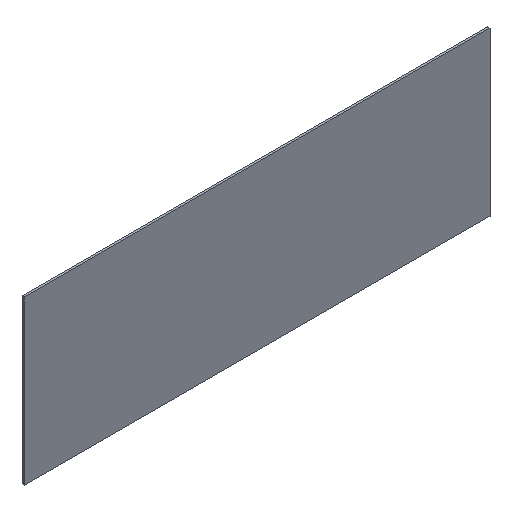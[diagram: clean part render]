
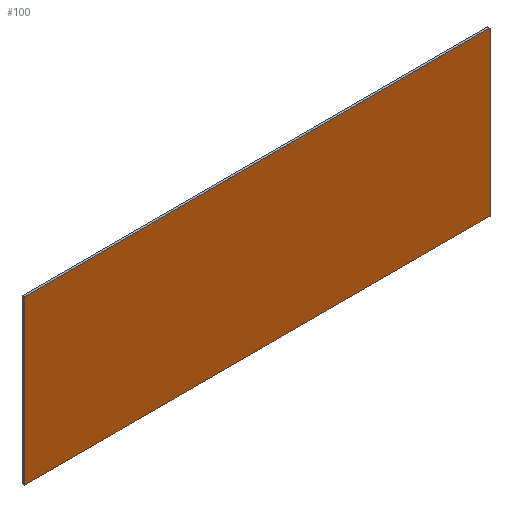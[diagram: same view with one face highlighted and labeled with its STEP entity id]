
A CAD part, isometric view. The second image highlights one B-rep face of the part: STEP entity #100.
In plain terms, the highlighted planar face has unit normal (0, -1, 0).
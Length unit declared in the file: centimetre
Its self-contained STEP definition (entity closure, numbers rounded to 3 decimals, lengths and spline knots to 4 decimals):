
#14=FACE_OUTER_BOUND('',#20,.T.);
#20=EDGE_LOOP('',(#70,#71,#72,#73));
#26=LINE('',#144,#38);
#27=LINE('',#146,#39);
#28=LINE('',#148,#40);
#29=LINE('',#149,#41);
#38=VECTOR('',#118,30.48);
#39=VECTOR('',#119,30.48);
#40=VECTOR('',#120,30.48);
#41=VECTOR('',#121,30.48);
#50=VERTEX_POINT('',#142);
#51=VERTEX_POINT('',#143);
#52=VERTEX_POINT('',#145);
#53=VERTEX_POINT('',#147);
#58=EDGE_CURVE('',#50,#51,#26,.T.);
#59=EDGE_CURVE('',#51,#52,#27,.T.);
#60=EDGE_CURVE('',#52,#53,#28,.T.);
#61=EDGE_CURVE('',#53,#50,#29,.T.);
#70=ORIENTED_EDGE('',*,*,#58,.T.);
#71=ORIENTED_EDGE('',*,*,#59,.T.);
#72=ORIENTED_EDGE('',*,*,#60,.T.);
#73=ORIENTED_EDGE('',*,*,#61,.T.);
#94=PLANE('',#108);
#100=ADVANCED_FACE('',(#14),#94,.T.);
#108=AXIS2_PLACEMENT_3D('',#141,#116,#117);
#116=DIRECTION('center_axis',(0.,-1.,0.));
#117=DIRECTION('ref_axis',(1.,0.,0.));
#118=DIRECTION('',(1.,0.,0.));
#119=DIRECTION('',(0.,0.,1.));
#120=DIRECTION('',(-1.,0.,0.));
#121=DIRECTION('',(0.,0.,-1.));
#141=CARTESIAN_POINT('Origin',(-1659.9446,-796.3524,0.));
#142=CARTESIAN_POINT('',(-1649.7846,-796.3524,0.));
#143=CARTESIAN_POINT('',(92.6554,-796.3524,0.));
#144=CARTESIAN_POINT('',(-1649.7846,-796.3524,0.));
#145=CARTESIAN_POINT('',(92.6554,-796.3524,609.6));
#146=CARTESIAN_POINT('',(92.6554,-796.3524,0.));
#147=CARTESIAN_POINT('',(-1649.7846,-796.3524,609.6));
#148=CARTESIAN_POINT('',(92.6554,-796.3524,609.6));
#149=CARTESIAN_POINT('',(-1649.7846,-796.3524,609.6));
